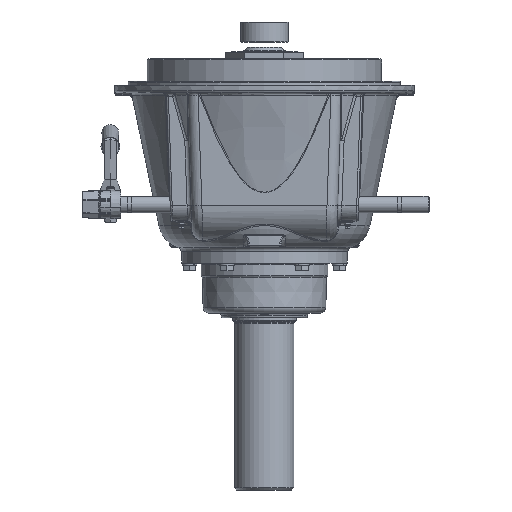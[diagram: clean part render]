
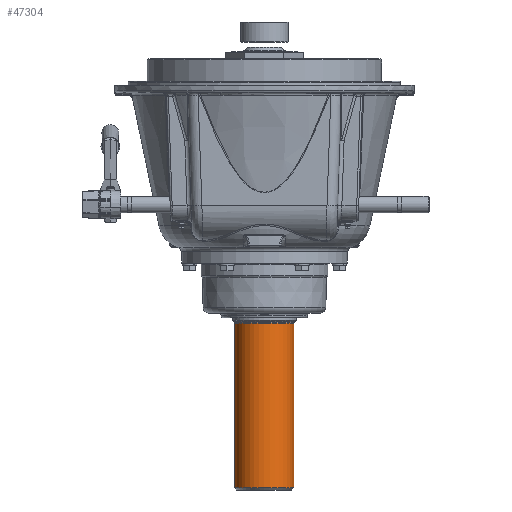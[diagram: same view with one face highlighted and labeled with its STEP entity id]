
A CAD part, front view. The second image highlights one B-rep face of the part: STEP entity #47304.
In plain terms, the highlighted cylindrical face has radius 44.444 mm (diameter 88.887 mm), a partial arc.
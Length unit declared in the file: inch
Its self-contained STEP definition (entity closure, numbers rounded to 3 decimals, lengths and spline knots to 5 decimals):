
#17005 = AXIS2_PLACEMENT_3D ( 'NONE', #30186, #30179, #30177 ) ;
#17047 = AXIS2_PLACEMENT_3D ( 'NONE', #30068, #30061, #30059 ) ;
#20601 = EDGE_CURVE ( 'NONE', #53299, #53284, #42922, .T. ) ;
#20611 = EDGE_CURVE ( 'NONE', #53045, #53299, #42937, .T. ) ;
#20613 = EDGE_CURVE ( 'NONE', #78904, #53284, #42943, .T. ) ;
#20630 = EDGE_CURVE ( 'NONE', #53045, #78904, #42990, .T. ) ;
#25027 = CARTESIAN_POINT ( 'NONE',  ( -1.74975, 0., -25.26 ) ) ;
#25126 = CARTESIAN_POINT ( 'NONE',  ( 1.74975, 0., -15.51552 ) ) ;
#25132 = CARTESIAN_POINT ( 'NONE',  ( -1.74975, 0., -15.51552 ) ) ;
#30059 = DIRECTION ( 'NONE',  ( 1., 0., 0. ) ) ;
#30061 = DIRECTION ( 'NONE',  ( 0., 0., 1. ) ) ;
#30068 = CARTESIAN_POINT ( 'NONE',  ( 0., 0., -25.26 ) ) ;
#30131 = DIRECTION ( 'NONE',  ( 0., 0., 1. ) ) ;
#30133 = CARTESIAN_POINT ( 'NONE',  ( 1.74975, 0., 3.29462 ) ) ;
#30136 = DIRECTION ( 'NONE',  ( 0., 0., 1. ) ) ;
#30137 = CARTESIAN_POINT ( 'NONE',  ( -1.74975, 0., 3.29462 ) ) ;
#30177 = DIRECTION ( 'NONE',  ( 1., 0., 0. ) ) ;
#30179 = DIRECTION ( 'NONE',  ( 0., 0., 1. ) ) ;
#30186 = CARTESIAN_POINT ( 'NONE',  ( 0., 0., -15.51552 ) ) ;
#37553 = DIRECTION ( 'NONE',  ( 1., 0., 0. ) ) ;
#37583 = DIRECTION ( 'NONE',  ( 0., 0., 1. ) ) ;
#37592 = CARTESIAN_POINT ( 'NONE',  ( 0., 0., 3.29462 ) ) ;
#39158 = AXIS2_PLACEMENT_3D ( 'NONE', #37592, #37583, #37553 ) ;
#42922 = CIRCLE ( 'NONE', #17005, 1.74975 ) ;
#42937 = LINE ( 'NONE', #30137, #42939 ) ;
#42939 = VECTOR ( 'NONE', #30136, 39.37008 ) ;
#42943 = LINE ( 'NONE', #30133, #42944 ) ;
#42944 = VECTOR ( 'NONE', #30131, 39.37008 ) ;
#42990 = CIRCLE ( 'NONE', #17047, 1.74975 ) ;
#47304 = ADVANCED_FACE ( 'NONE', ( #95728 ), #95736, .T. ) ;
#49239 = CARTESIAN_POINT ( 'NONE',  ( 1.74975, 0., -25.26 ) ) ;
#50445 = EDGE_LOOP ( 'NONE', ( #66863, #66864, #66865, #66866 ) ) ;
#53045 = VERTEX_POINT ( 'NONE', #25027 ) ;
#53284 = VERTEX_POINT ( 'NONE', #25126 ) ;
#53299 = VERTEX_POINT ( 'NONE', #25132 ) ;
#66863 = ORIENTED_EDGE ( 'NONE', *, *, #20611, .F. ) ;
#66864 = ORIENTED_EDGE ( 'NONE', *, *, #20630, .T. ) ;
#66865 = ORIENTED_EDGE ( 'NONE', *, *, #20613, .T. ) ;
#66866 = ORIENTED_EDGE ( 'NONE', *, *, #20601, .F. ) ;
#78904 = VERTEX_POINT ( 'NONE', #49239 ) ;
#95728 = FACE_OUTER_BOUND ( 'NONE', #50445, .T. ) ;
#95736 = CYLINDRICAL_SURFACE ( 'NONE', #39158, 1.74975 ) ;
